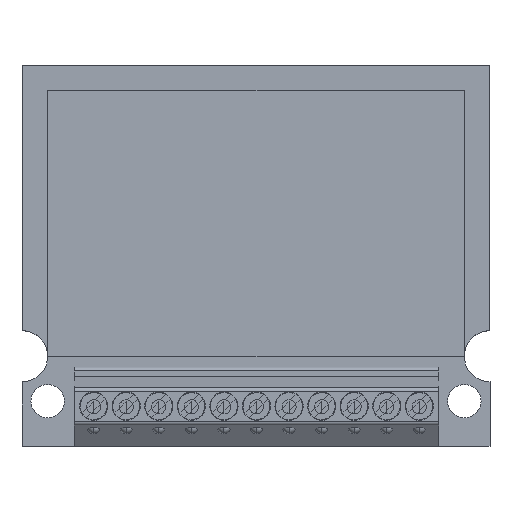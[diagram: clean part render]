
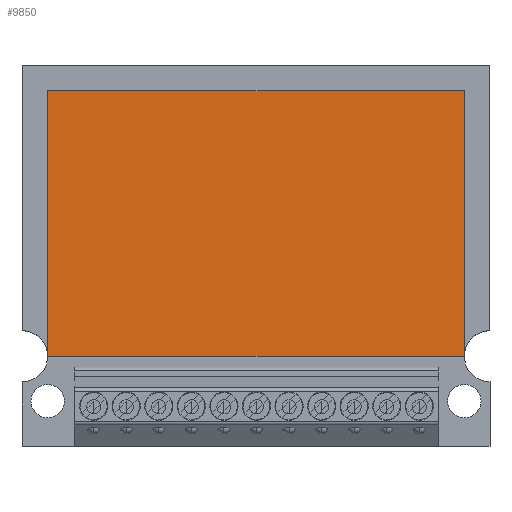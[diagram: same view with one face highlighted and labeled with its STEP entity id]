
A CAD part, top view. The second image highlights one B-rep face of the part: STEP entity #9850.
In plain terms, the highlighted planar face has unit normal (0, 0, 1).
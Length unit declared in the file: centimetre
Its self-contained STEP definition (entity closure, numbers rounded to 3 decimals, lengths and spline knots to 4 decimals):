
#668=VERTEX_POINT('',#13820);
#669=VERTEX_POINT('',#13821);
#672=VERTEX_POINT('',#13829);
#674=VERTEX_POINT('',#13835);
#1633=VECTOR('',#11471,1.);
#1637=VECTOR('',#11476,1.);
#1640=VECTOR('',#11480,1.);
#1643=VECTOR('',#11484,1.);
#2619=LINE('',#13819,#1633);
#2623=LINE('',#13828,#1637);
#2626=LINE('',#13834,#1640);
#2629=LINE('',#13840,#1643);
#3635=EDGE_CURVE('',#668,#669,#2619,.T.);
#3639=EDGE_CURVE('',#669,#672,#2623,.T.);
#3642=EDGE_CURVE('',#672,#674,#2626,.T.);
#3645=EDGE_CURVE('',#674,#668,#2629,.T.);
#5273=ORIENTED_EDGE('',*,*,#3635,.F.);
#5274=ORIENTED_EDGE('',*,*,#3645,.F.);
#5275=ORIENTED_EDGE('',*,*,#3642,.F.);
#5276=ORIENTED_EDGE('',*,*,#3639,.F.);
#8367=EDGE_LOOP('',(#5273,#5274,#5275,#5276));
#9128=FACE_BOUND('',#8367,.T.);
#9850=ADVANCED_FACE('',(#9128),#17302,.T.);
#10543=AXIS2_PLACEMENT_3D('',#13842,#11486,$);
#11471=DIRECTION('',(1.,0.,0.));
#11476=DIRECTION('',(0.,-1.,0.));
#11480=DIRECTION('',(-1.,0.,0.));
#11484=DIRECTION('',(0.,1.,0.));
#11486=DIRECTION('',(0.,0.,1.));
#13819=CARTESIAN_POINT('',(3.25,2.07,0.9));
#13820=CARTESIAN_POINT('',(0.,2.07,0.9));
#13821=CARTESIAN_POINT('',(3.25,2.07,0.9));
#13828=CARTESIAN_POINT('',(3.25,0.,0.9));
#13829=CARTESIAN_POINT('',(3.25,0.,0.9));
#13834=CARTESIAN_POINT('',(0.,0.,0.9));
#13835=CARTESIAN_POINT('',(0.,0.,0.9));
#13840=CARTESIAN_POINT('',(0.,2.07,0.9));
#13842=CARTESIAN_POINT('',(1.625,1.035,0.9));
#17302=PLANE('',#10543);
